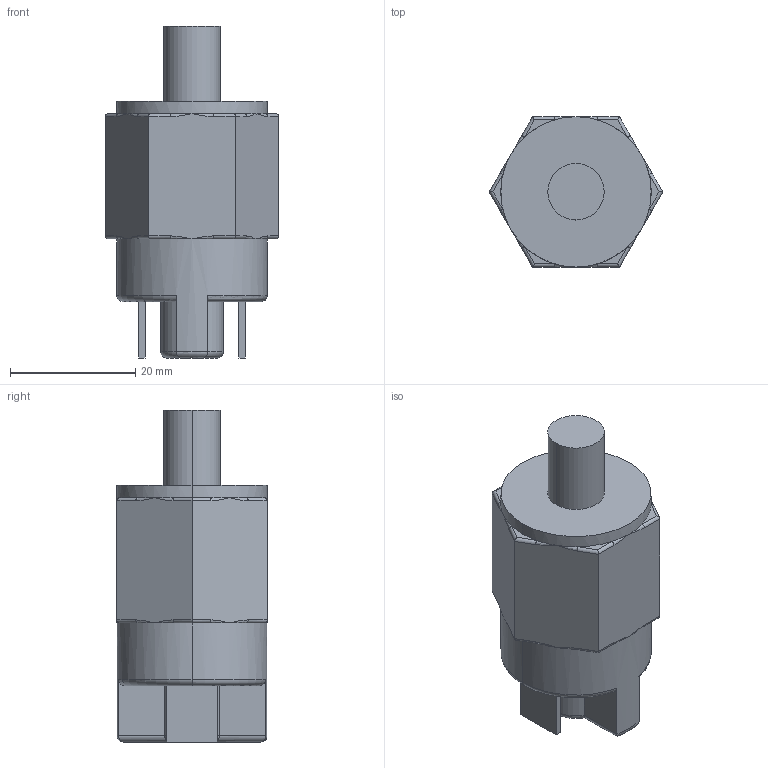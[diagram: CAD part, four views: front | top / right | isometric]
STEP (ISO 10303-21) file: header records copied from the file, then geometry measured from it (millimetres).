
FILE_DESCRIPTION (( 'STEP AP214' ), '1' );
FILE_NAME ('17_005_0.STEP', '2016-01-05T11:02:34', ( '' ), ( '' ), 'SwSTEP 2.0', 'SolidWorks 2016', '' );
FILE_SCHEMA (( 'AUTOMOTIVE_DESIGN' ));
Length unit declared in the file: millimetre
Products named in the file (1): 17_005_0
Bounding box: 27.71 x 24 x 53 mm (x, y, z)
Volume: 17628.8 mm3; surface area: 4693.7 mm2
Topology: 1 solids, 1 shells, 106 faces, 270 edges, 145 vertices
Faces by surface type: cylinder 37, plane 37, bspline 24, torus 8
Entity records: 3935 total; most frequent: CARTESIAN_POINT 1350, ORIENTED_EDGE 492, DIRECTION 457, EDGE_CURVE 246, AXIS2_PLACEMENT_3D 176, VERTEX_POINT 145, EDGE_LOOP 109, FACE_OUTER_BOUND 106
